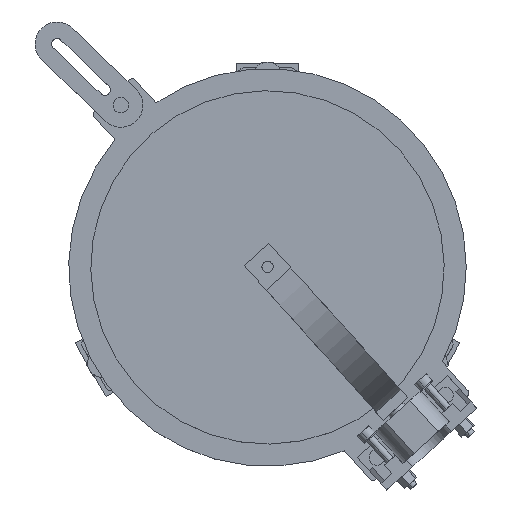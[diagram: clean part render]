
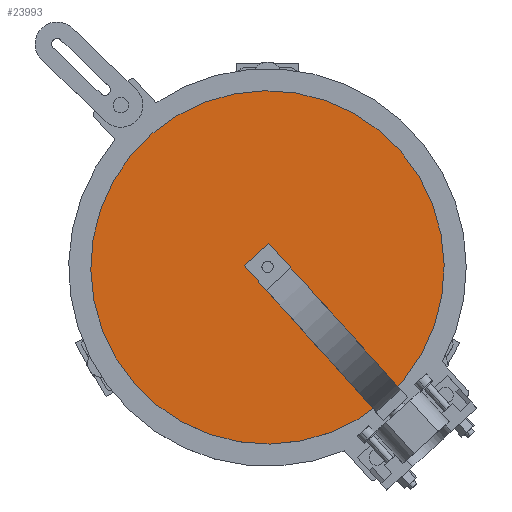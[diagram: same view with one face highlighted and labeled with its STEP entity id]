
A CAD part, top view. The second image highlights one B-rep face of the part: STEP entity #23993.
In plain terms, the highlighted planar face has unit normal (0, 0, 1).
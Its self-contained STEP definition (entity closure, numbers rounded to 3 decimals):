
#140 = CIRCLE ( 'NONE', #14298, 3. ) ;
#520 = CIRCLE ( 'NONE', #14688, 80. ) ;
#851 = DIRECTION ( 'NONE',  ( 1., 0., 0. ) ) ;
#2923 = CARTESIAN_POINT ( 'NONE',  ( 0., 0., 3. ) ) ;
#4472 = EDGE_LOOP ( 'NONE', ( #17731, #23240 ) ) ;
#4706 = EDGE_CURVE ( 'NONE', #9371, #20913, #8523, .T. ) ;
#4825 = FACE_OUTER_BOUND ( 'NONE', #4472, .T. ) ;
#5928 = DIRECTION ( 'NONE',  ( 0., 0., 1. ) ) ;
#6162 = DIRECTION ( 'NONE',  ( 0., 0., 1. ) ) ;
#6940 = CARTESIAN_POINT ( 'NONE',  ( 0., 0., 3. ) ) ;
#7583 = ORIENTED_EDGE ( 'NONE', *, *, #18756, .F. ) ;
#8523 = CIRCLE ( 'NONE', #22755, 80. ) ;
#9027 = CIRCLE ( 'NONE', #23260, 3. ) ;
#9371 = VERTEX_POINT ( 'NONE', #11829 ) ;
#10430 = CARTESIAN_POINT ( 'NONE',  ( 0., 0., 3. ) ) ;
#10639 = DIRECTION ( 'NONE',  ( 0., 0., 1. ) ) ;
#11020 = VERTEX_POINT ( 'NONE', #13598 ) ;
#11042 = CARTESIAN_POINT ( 'NONE',  ( -3., 0., 3. ) ) ;
#11085 = ORIENTED_EDGE ( 'NONE', *, *, #19705, .F. ) ;
#11829 = CARTESIAN_POINT ( 'NONE',  ( -80., 0., 3. ) ) ;
#12555 = FACE_BOUND ( 'NONE', #23026, .T. ) ;
#13598 = CARTESIAN_POINT ( 'NONE',  ( 3., 0., 3. ) ) ;
#13665 = DIRECTION ( 'NONE',  ( 1., 0., 0. ) ) ;
#13906 = DIRECTION ( 'NONE',  ( 1., 0., 0. ) ) ;
#14280 = VERTEX_POINT ( 'NONE', #11042 ) ;
#14298 = AXIS2_PLACEMENT_3D ( 'NONE', #23342, #5928, #13665 ) ;
#14688 = AXIS2_PLACEMENT_3D ( 'NONE', #23576, #6162, #13906 ) ;
#14689 = DIRECTION ( 'NONE',  ( 0., 0., 1. ) ) ;
#14765 = AXIS2_PLACEMENT_3D ( 'NONE', #2923, #10639, #18419 ) ;
#16707 = EDGE_CURVE ( 'NONE', #20913, #9371, #520, .T. ) ;
#17731 = ORIENTED_EDGE ( 'NONE', *, *, #4706, .T. ) ;
#18221 = DIRECTION ( 'NONE',  ( 0., 0., 1. ) ) ;
#18419 = DIRECTION ( 'NONE',  ( 1., 0., 0. ) ) ;
#18756 = EDGE_CURVE ( 'NONE', #14280, #11020, #9027, .T. ) ;
#19705 = EDGE_CURVE ( 'NONE', #11020, #14280, #140, .T. ) ;
#20317 = PLANE ( 'NONE',  #14765 ) ;
#20913 = VERTEX_POINT ( 'NONE', #22006 ) ;
#22006 = CARTESIAN_POINT ( 'NONE',  ( 80., 0., 3. ) ) ;
#22452 = DIRECTION ( 'NONE',  ( 1., 0., 0. ) ) ;
#22755 = AXIS2_PLACEMENT_3D ( 'NONE', #10430, #18221, #851 ) ;
#23026 = EDGE_LOOP ( 'NONE', ( #7583, #11085 ) ) ;
#23240 = ORIENTED_EDGE ( 'NONE', *, *, #16707, .T. ) ;
#23260 = AXIS2_PLACEMENT_3D ( 'NONE', #6940, #14689, #22452 ) ;
#23342 = CARTESIAN_POINT ( 'NONE',  ( 0., 0., 3. ) ) ;
#23576 = CARTESIAN_POINT ( 'NONE',  ( 0., 0., 3. ) ) ;
#23993 = ADVANCED_FACE ( 'NONE', ( #4825, #12555 ), #20317, .T. ) ;
